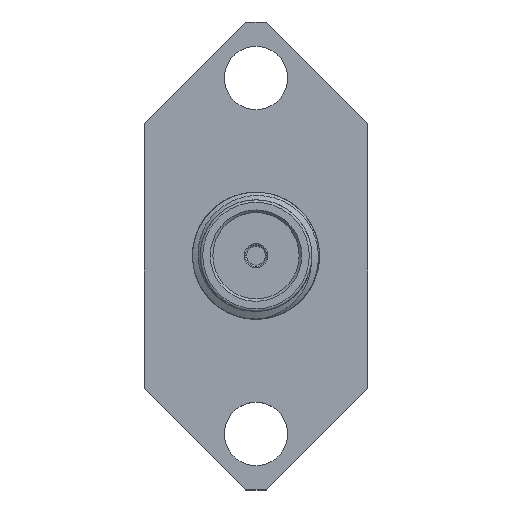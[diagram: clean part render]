
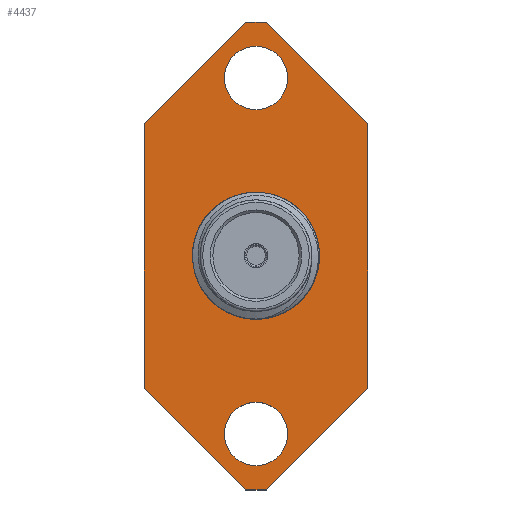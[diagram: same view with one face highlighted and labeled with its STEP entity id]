
A CAD part, top view. The second image highlights one B-rep face of the part: STEP entity #4437.
In plain terms, the highlighted planar face has unit normal (0, 0, 1).
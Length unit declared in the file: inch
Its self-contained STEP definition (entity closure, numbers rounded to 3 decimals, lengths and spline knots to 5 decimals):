
#209 = CARTESIAN_POINT ( 'NONE',  ( 0.02047, -0.46063, 0.27582 ) ) ;
#308 = ORIENTED_EDGE ( 'NONE', *, *, #2350, .T. ) ;
#323 = VERTEX_POINT ( 'NONE', #676 ) ;
#360 = CIRCLE ( 'NONE', #1189, 0.125 ) ;
#396 = LINE ( 'NONE', #1309, #4934 ) ;
#441 = DIRECTION ( 'NONE',  ( 1., 0., 0. ) ) ;
#510 = CARTESIAN_POINT ( 'NONE',  ( 0.125, 0., 0.27582 ) ) ;
#632 = FACE_OUTER_BOUND ( 'NONE', #5716, .T. ) ;
#676 = CARTESIAN_POINT ( 'NONE',  ( -0.22047, -0.26063, 0.27582 ) ) ;
#712 = ORIENTED_EDGE ( 'NONE', *, *, #1617, .F. ) ;
#785 = EDGE_CURVE ( 'NONE', #6088, #6088, #360, .T. ) ;
#805 = CARTESIAN_POINT ( 'NONE',  ( 0.22047, -0.46063, 0.27582 ) ) ;
#925 = EDGE_CURVE ( 'NONE', #6406, #323, #1938, .T. ) ;
#1032 = CARTESIAN_POINT ( 'NONE',  ( -0.02047, -0.46063, 0.27582 ) ) ;
#1065 = VERTEX_POINT ( 'NONE', #4868 ) ;
#1189 = AXIS2_PLACEMENT_3D ( 'NONE', #5335, #5489, #441 ) ;
#1297 = AXIS2_PLACEMENT_3D ( 'NONE', #3286, #4808, #2794 ) ;
#1309 = CARTESIAN_POINT ( 'NONE',  ( 0.02047, 0.46063, 0.27582 ) ) ;
#1374 = CARTESIAN_POINT ( 'NONE',  ( -0.22047, 0.46063, 0.27582 ) ) ;
#1422 = EDGE_CURVE ( 'NONE', #1542, #5593, #396, .T. ) ;
#1487 = VERTEX_POINT ( 'NONE', #4949 ) ;
#1535 = ORIENTED_EDGE ( 'NONE', *, *, #4110, .T. ) ;
#1542 = VERTEX_POINT ( 'NONE', #6366 ) ;
#1617 = EDGE_CURVE ( 'NONE', #1065, #1065, #3993, .T. ) ;
#1626 = CARTESIAN_POINT ( 'NONE',  ( -0.02047, 0.46063, 0.27582 ) ) ;
#1700 = EDGE_LOOP ( 'NONE', ( #3221 ) ) ;
#1789 = AXIS2_PLACEMENT_3D ( 'NONE', #5056, #2133, #4575 ) ;
#1908 = CARTESIAN_POINT ( 'NONE',  ( 0.22047, -0.26063, 0.27582 ) ) ;
#1917 = EDGE_CURVE ( 'NONE', #2473, #2473, #5679, .T. ) ;
#1938 = LINE ( 'NONE', #1967, #6189 ) ;
#1967 = CARTESIAN_POINT ( 'NONE',  ( -0.22047, -0.46063, 0.27582 ) ) ;
#1974 = LINE ( 'NONE', #1032, #5778 ) ;
#1995 = LINE ( 'NONE', #5554, #6048 ) ;
#2133 = DIRECTION ( 'NONE',  ( 0., 0., -1. ) ) ;
#2250 = CARTESIAN_POINT ( 'NONE',  ( 0., 0.35039, 0.27582 ) ) ;
#2283 = DIRECTION ( 'NONE',  ( -0.707, 0.707, 0. ) ) ;
#2350 = EDGE_CURVE ( 'NONE', #323, #1487, #1974, .T. ) ;
#2463 = DIRECTION ( 'NONE',  ( 0., -1., 0. ) ) ;
#2473 = VERTEX_POINT ( 'NONE', #2563 ) ;
#2563 = CARTESIAN_POINT ( 'NONE',  ( 0.0625, 0.35039, 0.27582 ) ) ;
#2572 = CARTESIAN_POINT ( 'NONE',  ( 0.22047, -0.26063, 0.27582 ) ) ;
#2721 = FACE_BOUND ( 'NONE', #4753, .T. ) ;
#2746 = DIRECTION ( 'NONE',  ( 1., 0., 0. ) ) ;
#2794 = DIRECTION ( 'NONE',  ( 1., 0., 0. ) ) ;
#2829 = DIRECTION ( 'NONE',  ( 0., 1., 0. ) ) ;
#2942 = VECTOR ( 'NONE', #5215, 39.37008 ) ;
#2952 = EDGE_CURVE ( 'NONE', #4492, #3358, #5080, .T. ) ;
#2976 = VERTEX_POINT ( 'NONE', #1626 ) ;
#3024 = DIRECTION ( 'NONE',  ( 0.707, -0.707, 0. ) ) ;
#3105 = ORIENTED_EDGE ( 'NONE', *, *, #2952, .T. ) ;
#3174 = DIRECTION ( 'NONE',  ( -0.707, -0.707, 0. ) ) ;
#3190 = ORIENTED_EDGE ( 'NONE', *, *, #6192, .T. ) ;
#3221 = ORIENTED_EDGE ( 'NONE', *, *, #785, .F. ) ;
#3261 = VECTOR ( 'NONE', #2829, 39.37008 ) ;
#3286 = CARTESIAN_POINT ( 'NONE',  ( 0., -0.35039, 0.27582 ) ) ;
#3339 = LINE ( 'NONE', #1374, #2942 ) ;
#3358 = VERTEX_POINT ( 'NONE', #1908 ) ;
#3364 = VECTOR ( 'NONE', #3174, 39.37008 ) ;
#3450 = ORIENTED_EDGE ( 'NONE', *, *, #5210, .T. ) ;
#3632 = FACE_BOUND ( 'NONE', #5374, .T. ) ;
#3679 = ORIENTED_EDGE ( 'NONE', *, *, #5020, .T. ) ;
#3993 = CIRCLE ( 'NONE', #1297, 0.0625 ) ;
#4081 = ORIENTED_EDGE ( 'NONE', *, *, #1917, .F. ) ;
#4110 = EDGE_CURVE ( 'NONE', #5593, #2976, #3339, .T. ) ;
#4188 = PLANE ( 'NONE',  #1789 ) ;
#4306 = DIRECTION ( 'NONE',  ( 0., 0., 1. ) ) ;
#4437 = ADVANCED_FACE ( 'NONE', ( #2721, #3632, #5189, #632 ), #4188, .F. ) ;
#4485 = DIRECTION ( 'NONE',  ( 1., 0., 0. ) ) ;
#4492 = VERTEX_POINT ( 'NONE', #209 ) ;
#4575 = DIRECTION ( 'NONE',  ( 0., -1., 0. ) ) ;
#4598 = DIRECTION ( 'NONE',  ( 0.707, 0.707, 0. ) ) ;
#4753 = EDGE_LOOP ( 'NONE', ( #712 ) ) ;
#4808 = DIRECTION ( 'NONE',  ( 0., 0., 1. ) ) ;
#4868 = CARTESIAN_POINT ( 'NONE',  ( 0.0625, -0.35039, 0.27582 ) ) ;
#4934 = VECTOR ( 'NONE', #2283, 39.37008 ) ;
#4942 = AXIS2_PLACEMENT_3D ( 'NONE', #2250, #4306, #2746 ) ;
#4949 = CARTESIAN_POINT ( 'NONE',  ( -0.02047, -0.46063, 0.27582 ) ) ;
#5010 = ORIENTED_EDGE ( 'NONE', *, *, #925, .T. ) ;
#5020 = EDGE_CURVE ( 'NONE', #2976, #6406, #5149, .T. ) ;
#5056 = CARTESIAN_POINT ( 'NONE',  ( 0., 0., 0.27582 ) ) ;
#5080 = LINE ( 'NONE', #2572, #5567 ) ;
#5149 = LINE ( 'NONE', #5578, #3364 ) ;
#5189 = FACE_BOUND ( 'NONE', #1700, .T. ) ;
#5210 = EDGE_CURVE ( 'NONE', #1487, #4492, #1995, .T. ) ;
#5215 = DIRECTION ( 'NONE',  ( -1., 0., 0. ) ) ;
#5232 = LINE ( 'NONE', #805, #3261 ) ;
#5295 = CARTESIAN_POINT ( 'NONE',  ( 0.02047, 0.46063, 0.27582 ) ) ;
#5335 = CARTESIAN_POINT ( 'NONE',  ( 0., 0., 0.27582 ) ) ;
#5374 = EDGE_LOOP ( 'NONE', ( #4081 ) ) ;
#5489 = DIRECTION ( 'NONE',  ( 0., 0., 1. ) ) ;
#5554 = CARTESIAN_POINT ( 'NONE',  ( -0.22047, -0.46063, 0.27582 ) ) ;
#5567 = VECTOR ( 'NONE', #4598, 39.37008 ) ;
#5578 = CARTESIAN_POINT ( 'NONE',  ( -0.22047, 0.26063, 0.27582 ) ) ;
#5583 = CARTESIAN_POINT ( 'NONE',  ( -0.22047, 0.26063, 0.27582 ) ) ;
#5593 = VERTEX_POINT ( 'NONE', #5295 ) ;
#5620 = ORIENTED_EDGE ( 'NONE', *, *, #1422, .T. ) ;
#5679 = CIRCLE ( 'NONE', #4942, 0.0625 ) ;
#5716 = EDGE_LOOP ( 'NONE', ( #5010, #308, #3450, #3105, #3190, #5620, #1535, #3679 ) ) ;
#5778 = VECTOR ( 'NONE', #3024, 39.37008 ) ;
#6048 = VECTOR ( 'NONE', #4485, 39.37008 ) ;
#6088 = VERTEX_POINT ( 'NONE', #510 ) ;
#6189 = VECTOR ( 'NONE', #2463, 39.37008 ) ;
#6192 = EDGE_CURVE ( 'NONE', #3358, #1542, #5232, .T. ) ;
#6366 = CARTESIAN_POINT ( 'NONE',  ( 0.22047, 0.26063, 0.27582 ) ) ;
#6406 = VERTEX_POINT ( 'NONE', #5583 ) ;
